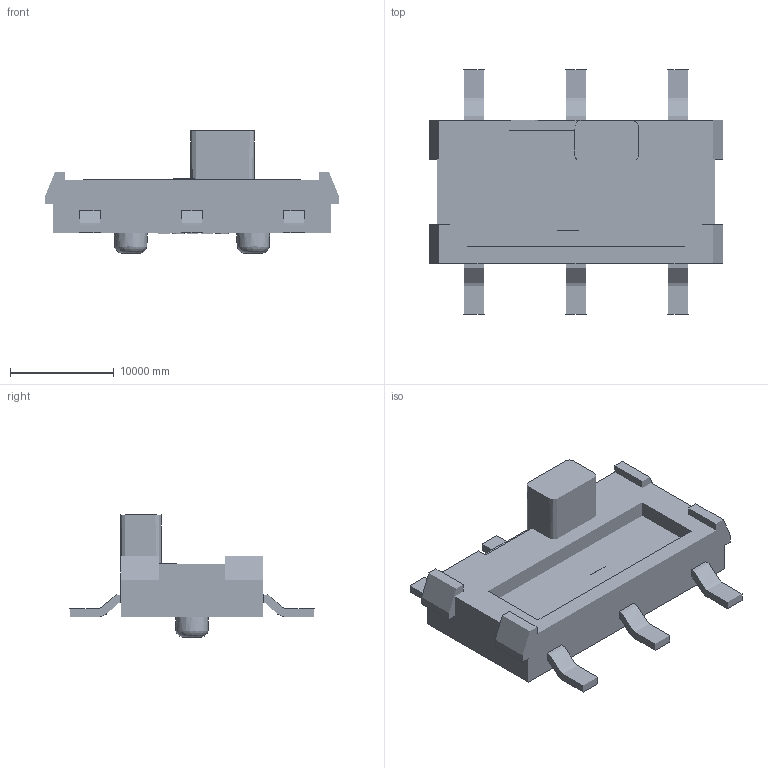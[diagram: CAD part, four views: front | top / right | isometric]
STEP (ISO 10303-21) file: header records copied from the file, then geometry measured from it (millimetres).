
FILE_DESCRIPTION(/* description */ ('STEP AP242','CAx-IF Rec.Pracs.---Representation and Presentation of Product Manufacturing Information (PMI)---4.0---2014-10-13','CAx-IF Rec.Pracs.---3D Tessellated Geometry---0.4---2014-09-14','2;1'),/* implementation_level */ '2;1');
FILE_NAME(/* name */ 'OBJ_PCB_temp',/* time_stamp */ '2025-02-10T04:30:57Z',/* author */ (''),/* organization */ (''),/* preprocessor_version */ 'ST-DEVELOPER v20',/* originating_system */ 'ONSHAPE BY PTC INC, 1.193',/* authorisation */ ' ');
FILE_SCHEMA (('AP242_MANAGED_MODEL_BASED_3D_ENGINEERING_MIM_LF { 1 0 10303 442 1 1 4 }'));
Length unit declared in the file: metre
Products named in the file (23): Part 2; id5; id8; id11; id14; id17; id20; id23; id26; id29; id32; id35; id38; id41; id44; id47; id50; id53; id56; id59; id62; id65; id68
Bounding box: 28346.4 x 23622 x 11806.35 mm (x, y, z)
Surface area: 1626091049.6 mm2 (no closed solid volume)
Topology: 0 solids, 23 shells, 23 faces, 0 edges, 0 vertices
Faces by surface type: other 23
Entity records: 543 total; most frequent: DIRECTION 46, SHAPE_REPRESENTATION_RELATIONSHIP 23, TESSELLATED_SHAPE_REPRESENTATION 23, COMPLEX_TRIANGULATED_FACE 23, COORDINATES_LIST 23, TESSELLATED_SHELL 23, SHAPE_DEFINITION_REPRESENTATION 23, SHAPE_REPRESENTATION 23
